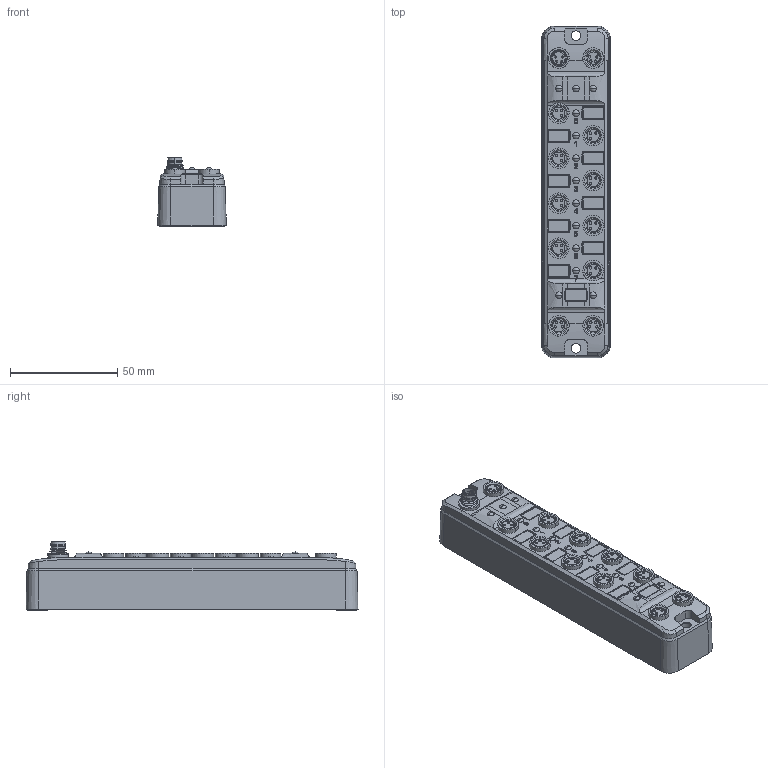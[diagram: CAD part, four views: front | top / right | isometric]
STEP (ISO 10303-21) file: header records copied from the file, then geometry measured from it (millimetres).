
FILE_DESCRIPTION(/* description */ (''),/* implementation_level */ '2;1');
FILE_NAME(/* name */ '紧凑型_市场_1.stp',/* time_stamp */ '2025-11-28T10:24:44+08:00',/* author */ (''),/* organization */ (''),/* preprocessor_version */ 'ST-DEVELOPER v20',/* originating_system */ 'SIEMENS PLM Software NX2412.5001',/* authorisation */ '');
FILE_SCHEMA (('AUTOMOTIVE_DESIGN { 1 0 10303 214 3 1 1 1 }'));
Products named in the file (1): 紧凑型_市场_stp_objects
Bounding box: 32 x 155 x 31.9 mm (x, y, z)
Volume: 108400.2 mm3; surface area: 33423.1 mm2
Topology: 1 solids, 26 shells, 2793 faces, 7835 edges, 5151 vertices
Faces by surface type: plane 2087, cylinder 527, cone 74, bspline 54, sphere 34, extrusion 17
Full cylindrical faces by diameter (mm): 1.6 x8
Entity records: 93909 total; most frequent: CARTESIAN_POINT 20119, ORIENTED_EDGE 15570, DIRECTION 14025, EDGE_CURVE 7785, VECTOR 6055, LINE 6038, VERTEX_POINT 5143, AXIS2_PLACEMENT_3D 3985
